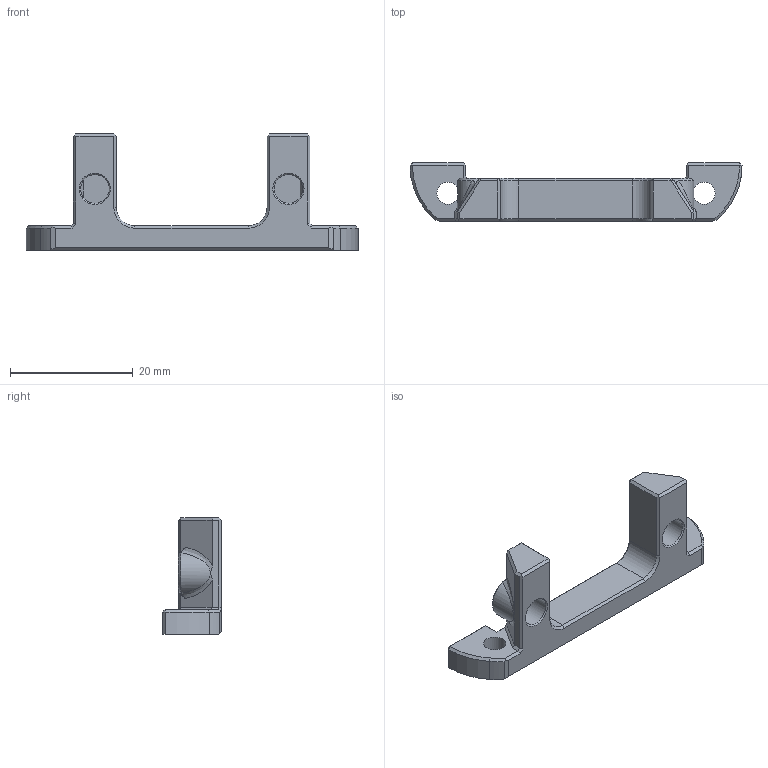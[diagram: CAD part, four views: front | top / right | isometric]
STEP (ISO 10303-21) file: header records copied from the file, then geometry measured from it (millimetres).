
FILE_DESCRIPTION(/* description */ (''),/* implementation_level */ '2;1');
FILE_NAME(/* name */ 'dragonburner_beacon_mount_V2.0.stp',/* time_stamp */ '2024-01-06T15:56:50+11:00',/* author */ ('Main-PC'),/* organization */ (''),/* preprocessor_version */ 'ST-DEVELOPER v20',/* originating_system */ 'Autodesk Inventor 2024',/* authorisation */ '');
FILE_SCHEMA (('AUTOMOTIVE_DESIGN { 1 0 10303 214 3 1 1 }'));
Length unit declared in the file: millimetre
Products named in the file (1): dragonburner_beacon_mount_V2.0
Bounding box: 54.2 x 9.57 x 19 mm (x, y, z)
Volume: 2660 mm3; surface area: 2186.3 mm2
Topology: 1 solids, 1 shells, 110 faces, 277 edges, 170 vertices
Faces by surface type: plane 81, cylinder 12, cone 12, bspline 5
Full cylindrical faces by diameter (mm): 3.6 x2, 4.7 x2
Entity records: 3438 total; most frequent: CARTESIAN_POINT 799, ORIENTED_EDGE 550, DIRECTION 515, EDGE_CURVE 275, LINE 201, VECTOR 201, VERTEX_POINT 169, AXIS2_PLACEMENT_3D 157
